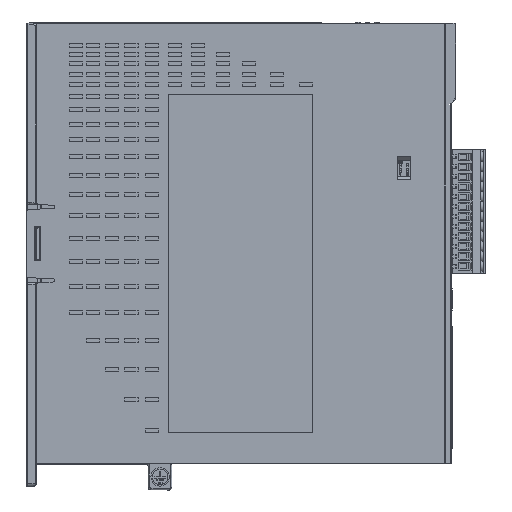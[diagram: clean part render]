
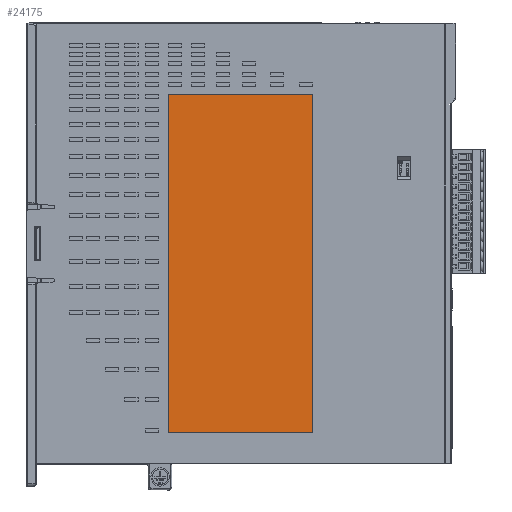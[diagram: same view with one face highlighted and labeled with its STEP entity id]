
A CAD part, left-side view. The second image highlights one B-rep face of the part: STEP entity #24175.
In plain terms, the highlighted planar face has unit normal (-1, 0, 0).
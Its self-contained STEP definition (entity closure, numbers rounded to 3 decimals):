
#2069=PLANE('',#159503);
#24175=ADVANCED_FACE('',(#29796),#2069,.T.);
#29796=FACE_OUTER_BOUND('',#35462,.T.);
#35462=EDGE_LOOP('',(#53418,#53419,#53420,#53421,#53422,#53423,#53424,#53425));
#53418=ORIENTED_EDGE('',*,*,#82809,.T.);
#53419=ORIENTED_EDGE('',*,*,#82810,.T.);
#53420=ORIENTED_EDGE('',*,*,#82811,.T.);
#53421=ORIENTED_EDGE('',*,*,#82812,.T.);
#53422=ORIENTED_EDGE('',*,*,#82813,.T.);
#53423=ORIENTED_EDGE('',*,*,#82814,.T.);
#53424=ORIENTED_EDGE('',*,*,#82815,.T.);
#53425=ORIENTED_EDGE('',*,*,#82816,.T.);
#82809=EDGE_CURVE('',#141591,#141592,#113968,.T.);
#82810=EDGE_CURVE('',#141592,#141593,#103048,.T.);
#82811=EDGE_CURVE('',#141593,#141594,#113969,.T.);
#82812=EDGE_CURVE('',#141594,#141595,#103049,.T.);
#82813=EDGE_CURVE('',#141595,#141596,#113970,.T.);
#82814=EDGE_CURVE('',#141596,#141597,#103050,.T.);
#82815=EDGE_CURVE('',#141597,#141598,#113971,.T.);
#82816=EDGE_CURVE('',#141598,#141591,#103051,.T.);
#103048=(
BOUNDED_CURVE()
B_SPLINE_CURVE(2,(#244788,#244789,#244790),.UNSPECIFIED.,.F.,.F.)
B_SPLINE_CURVE_WITH_KNOTS((3,3),(1.571,1.971),
 .UNSPECIFIED.)
CURVE()
GEOMETRIC_REPRESENTATION_ITEM()
RATIONAL_B_SPLINE_CURVE((1.,0.707,1.))
REPRESENTATION_ITEM('')
);
#103049=(
BOUNDED_CURVE()
B_SPLINE_CURVE(2,(#244793,#244794,#244795),.UNSPECIFIED.,.F.,.F.)
B_SPLINE_CURVE_WITH_KNOTS((3,3),(3.142,3.542),
 .UNSPECIFIED.)
CURVE()
GEOMETRIC_REPRESENTATION_ITEM()
RATIONAL_B_SPLINE_CURVE((1.,0.707,1.))
REPRESENTATION_ITEM('')
);
#103050=(
BOUNDED_CURVE()
B_SPLINE_CURVE(2,(#244798,#244799,#244800),.UNSPECIFIED.,.F.,.F.)
B_SPLINE_CURVE_WITH_KNOTS((3,3),(-3.542,-3.142),
 .UNSPECIFIED.)
CURVE()
GEOMETRIC_REPRESENTATION_ITEM()
RATIONAL_B_SPLINE_CURVE((1.,0.707,1.))
REPRESENTATION_ITEM('')
);
#103051=(
BOUNDED_CURVE()
B_SPLINE_CURVE(2,(#244803,#244804,#244805),.UNSPECIFIED.,.F.,.F.)
B_SPLINE_CURVE_WITH_KNOTS((3,3),(-1.971,-1.571),
 .UNSPECIFIED.)
CURVE()
GEOMETRIC_REPRESENTATION_ITEM()
RATIONAL_B_SPLINE_CURVE((1.,0.707,1.))
REPRESENTATION_ITEM('')
);
#113968=B_SPLINE_CURVE_WITH_KNOTS('',1,(#244786,#244787),.UNSPECIFIED.,
 .F.,.F.,(2,2),(-54.6,0.),.UNSPECIFIED.);
#113969=B_SPLINE_CURVE_WITH_KNOTS('',1,(#244791,#244792),.UNSPECIFIED.,
 .F.,.F.,(2,2),(-128.6,0.),.UNSPECIFIED.);
#113970=B_SPLINE_CURVE_WITH_KNOTS('',1,(#244796,#244797),.UNSPECIFIED.,
 .F.,.F.,(2,2),(-54.6,0.),.UNSPECIFIED.);
#113971=B_SPLINE_CURVE_WITH_KNOTS('',1,(#244801,#244802),.UNSPECIFIED.,
 .F.,.F.,(2,2),(-128.6,0.),.UNSPECIFIED.);
#141591=VERTEX_POINT('',#244778);
#141592=VERTEX_POINT('',#244779);
#141593=VERTEX_POINT('',#244780);
#141594=VERTEX_POINT('',#244781);
#141595=VERTEX_POINT('',#244782);
#141596=VERTEX_POINT('',#244783);
#141597=VERTEX_POINT('',#244784);
#141598=VERTEX_POINT('',#244785);
#159503=AXIS2_PLACEMENT_3D('',#244777,#163332,$);
#163332=DIRECTION('',(-1.,0.,0.));
#244777=CARTESIAN_POINT('',(76.604,-43.926,106.144));
#244778=CARTESIAN_POINT('',(76.604,16.392,-35.774));
#244779=CARTESIAN_POINT('',(76.604,-38.208,-35.774));
#244780=CARTESIAN_POINT('',(76.604,-38.408,-35.574));
#244781=CARTESIAN_POINT('',(76.604,-38.408,93.026));
#244782=CARTESIAN_POINT('',(76.604,-38.208,93.226));
#244783=CARTESIAN_POINT('',(76.604,16.392,93.226));
#244784=CARTESIAN_POINT('',(76.604,16.592,93.026));
#244785=CARTESIAN_POINT('',(76.604,16.592,-35.574));
#244786=CARTESIAN_POINT('',(76.604,16.392,-35.774));
#244787=CARTESIAN_POINT('',(76.604,-38.208,-35.774));
#244788=CARTESIAN_POINT('',(76.604,-38.208,-35.774));
#244789=CARTESIAN_POINT('',(76.604,-38.408,-35.774));
#244790=CARTESIAN_POINT('',(76.604,-38.408,-35.574));
#244791=CARTESIAN_POINT('',(76.604,-38.408,-35.574));
#244792=CARTESIAN_POINT('',(76.604,-38.408,93.026));
#244793=CARTESIAN_POINT('',(76.604,-38.408,93.026));
#244794=CARTESIAN_POINT('',(76.604,-38.408,93.226));
#244795=CARTESIAN_POINT('',(76.604,-38.208,93.226));
#244796=CARTESIAN_POINT('',(76.604,-38.208,93.226));
#244797=CARTESIAN_POINT('',(76.604,16.392,93.226));
#244798=CARTESIAN_POINT('',(76.604,16.392,93.226));
#244799=CARTESIAN_POINT('',(76.604,16.592,93.226));
#244800=CARTESIAN_POINT('',(76.604,16.592,93.026));
#244801=CARTESIAN_POINT('',(76.604,16.592,93.026));
#244802=CARTESIAN_POINT('',(76.604,16.592,-35.574));
#244803=CARTESIAN_POINT('',(76.604,16.592,-35.574));
#244804=CARTESIAN_POINT('',(76.604,16.592,-35.774));
#244805=CARTESIAN_POINT('',(76.604,16.392,-35.774));
